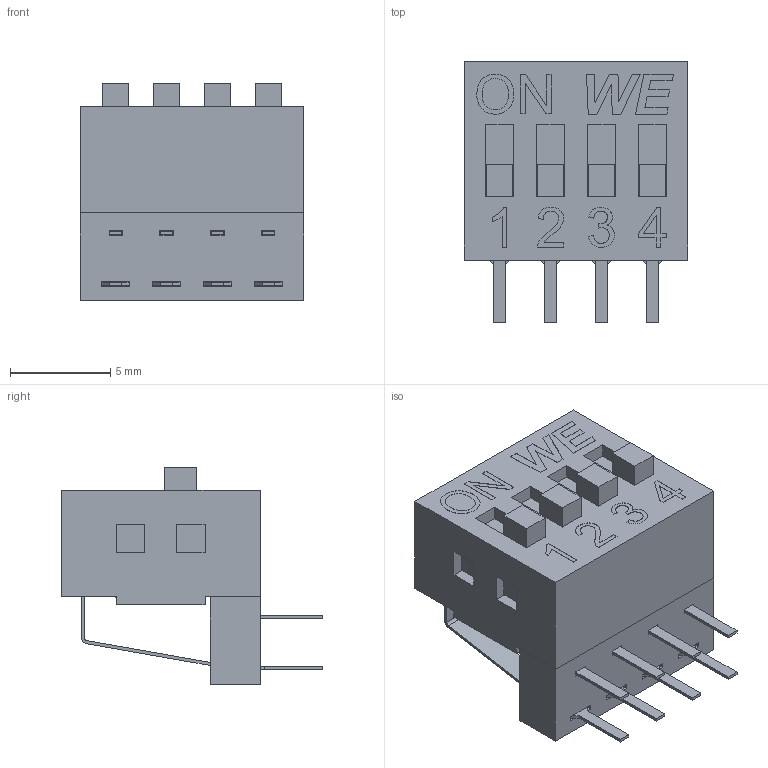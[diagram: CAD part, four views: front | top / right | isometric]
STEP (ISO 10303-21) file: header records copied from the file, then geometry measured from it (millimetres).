
FILE_DESCRIPTION( ( 'Unknown' ), '1' );
FILE_NAME( '4182172709xxA_V2 - 418217270904A_V2.stp', 'Unknown', ( 'Unknown' ), ( 'Unknown' ), 'PSStep 19.0.9', 'Unknown', ' ' );
FILE_SCHEMA( ( 'AUTOMOTIVE_DESIGN { 1 0 10303 214 1 1 1 1 }' ) );
Length unit declared in the file: millimetre
Products named in the file (7): Assem1; Terminal_down; Terminal_up; Actuator; Cover_04; Base_04; Accessory 04
Assembly tree (15 placements, depth 2):
  Assem1
    Terminal_down  x4
    Terminal_up  x4
    Actuator  x4
    Cover_04
    Base_04
    Accessory 04
Bounding box: 11.16 x 13 x 10.83 mm (x, y, z)
Volume: 531.6 mm3; surface area: 1853.8 mm2
Topology: 15 solids, 15 shells, 790 faces, 2187 edges, 1446 vertices
Faces by surface type: plane 708, cylinder 72, extrusion 10
Entity records: 21488 total; most frequent: CARTESIAN_POINT 3689, ORIENTED_EDGE 2948, DIRECTION 2448, EDGE_CURVE 1474, VECTOR 1306, LINE 1296, VERTEX_POINT 972, EDGE_LOOP 576
